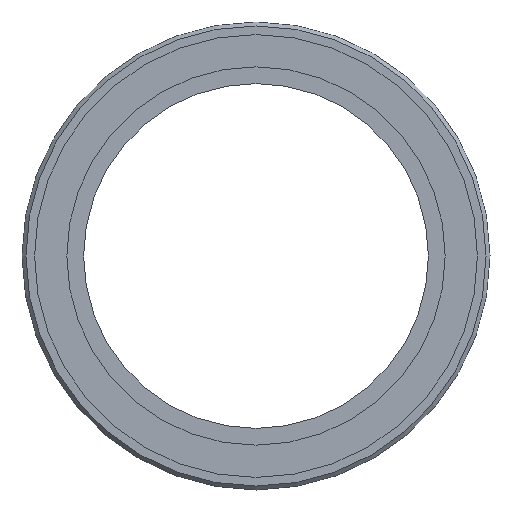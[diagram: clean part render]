
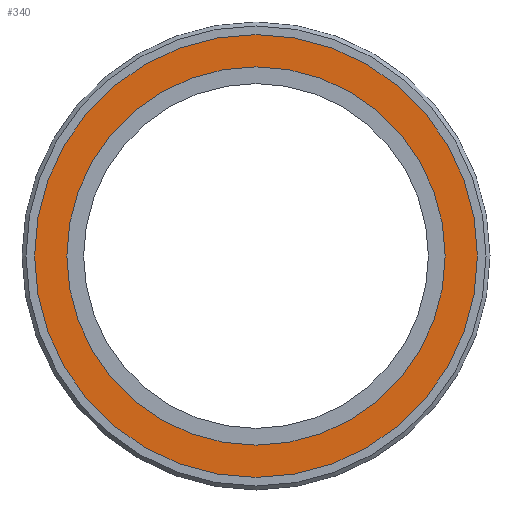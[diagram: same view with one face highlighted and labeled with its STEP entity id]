
A CAD part, front view. The second image highlights one B-rep face of the part: STEP entity #340.
In plain terms, the highlighted planar face has unit normal (0, -1, 0).
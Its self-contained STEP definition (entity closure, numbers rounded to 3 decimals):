
#9 = CARTESIAN_POINT ( 'NONE',  ( 0., -9.7, 0. ) ) ;
#17 = VERTEX_POINT ( 'NONE', #115 ) ;
#21 = CARTESIAN_POINT ( 'NONE',  ( 44.95, -9.7, 0. ) ) ;
#25 = CARTESIAN_POINT ( 'NONE',  ( 0., -9.7, 44.95 ) ) ;
#29 = EDGE_LOOP ( 'NONE', ( #73 ) ) ;
#31 = AXIS2_PLACEMENT_3D ( 'NONE', #21, #61, #203 ) ;
#61 = DIRECTION ( 'NONE',  ( 0., -1., 0. ) ) ;
#64 = EDGE_CURVE ( 'NONE', #17, #17, #251, .T. ) ;
#73 = ORIENTED_EDGE ( 'NONE', *, *, #64, .T. ) ;
#90 = DIRECTION ( 'NONE',  ( 0., 0., -1. ) ) ;
#113 = DIRECTION ( 'NONE',  ( 0., 1., 0. ) ) ;
#115 = CARTESIAN_POINT ( 'NONE',  ( 0., -9.7, -38.4 ) ) ;
#119 = CARTESIAN_POINT ( 'NONE',  ( 0., -9.7, 0. ) ) ;
#140 = EDGE_LOOP ( 'NONE', ( #346 ) ) ;
#194 = PLANE ( 'NONE',  #31 ) ;
#195 = FACE_BOUND ( 'NONE', #29, .T. ) ;
#203 = DIRECTION ( 'NONE',  ( 0., 0., -1. ) ) ;
#229 = EDGE_CURVE ( 'NONE', #265, #265, #299, .T. ) ;
#251 = CIRCLE ( 'NONE', #370, 38.4 ) ;
#260 = FACE_OUTER_BOUND ( 'NONE', #140, .T. ) ;
#265 = VERTEX_POINT ( 'NONE', #25 ) ;
#268 = DIRECTION ( 'NONE',  ( 0., 1., 0. ) ) ;
#280 = AXIS2_PLACEMENT_3D ( 'NONE', #9, #268, #358 ) ;
#299 = CIRCLE ( 'NONE', #280, 44.95 ) ;
#340 = ADVANCED_FACE ( 'NONE', ( #260, #195 ), #194, .T. ) ;
#346 = ORIENTED_EDGE ( 'NONE', *, *, #229, .F. ) ;
#358 = DIRECTION ( 'NONE',  ( 0., 0., 1. ) ) ;
#370 = AXIS2_PLACEMENT_3D ( 'NONE', #119, #113, #90 ) ;
